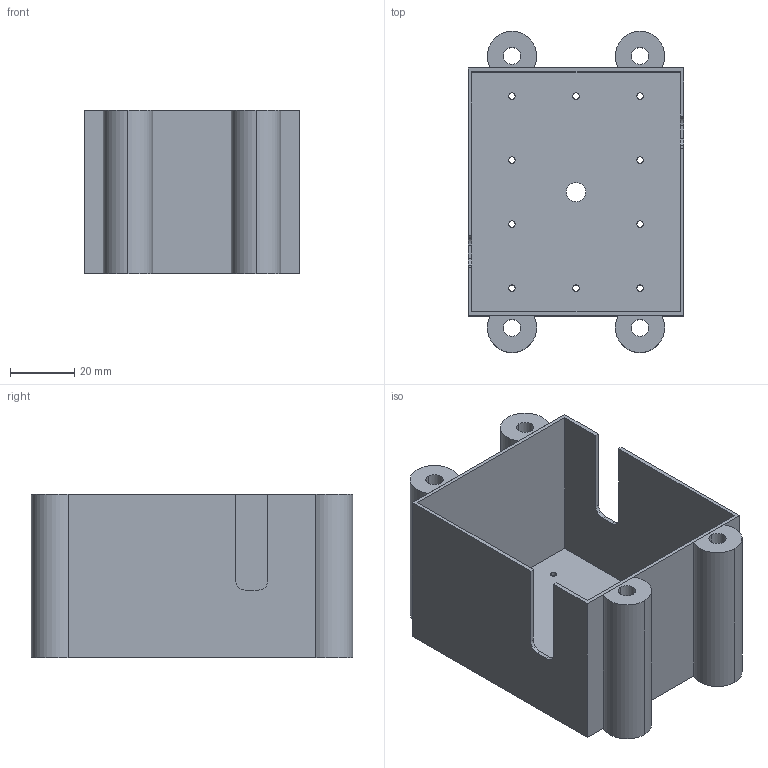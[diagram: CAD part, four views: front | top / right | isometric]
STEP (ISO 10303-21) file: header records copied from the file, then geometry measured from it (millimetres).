
FILE_DESCRIPTION(('STEP AP214'),'1');
FILE_NAME('boitier joistick.stp','2016-10-21T10:53:07',(' '),(' '),'Spatial InterOp 3D',' ',' ');
FILE_SCHEMA(('automotive_design'));
Length unit declared in the file: millimetre
Products named in the file (5): Object 15; Object 15 Copy; Object 15 Copy 2; Object 15 Copy 3; Object 3 Copy
Bounding box: 67.4 x 100.4 x 51.2 mm (x, y, z)
Volume: 48427.8 mm3; surface area: 52002.6 mm2
Topology: 5 solids, 5 shells, 76 faces, 198 edges, 132 vertices
Faces by surface type: cylinder 46, plane 30
Entity records: 3159 total; most frequent: DIRECTION 452, CARTESIAN_POINT 411, ORIENTED_EDGE 396, EDGE_CURVE 198, AXIS2_PLACEMENT_3D 173, VERTEX_POINT 132, EDGE_LOOP 106, LINE 106
